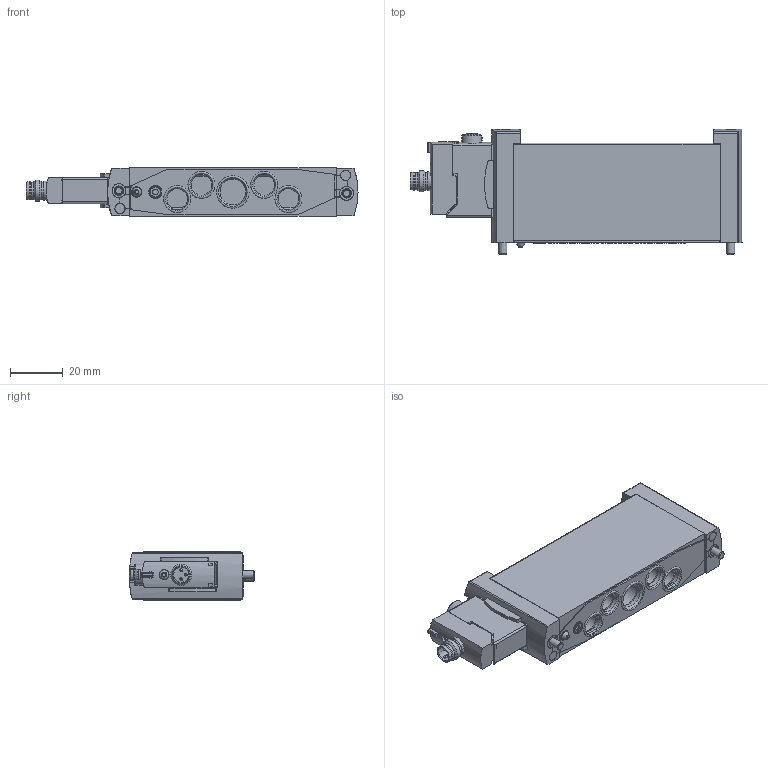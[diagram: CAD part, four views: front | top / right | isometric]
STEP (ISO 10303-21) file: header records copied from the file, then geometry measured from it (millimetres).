
FILE_DESCRIPTION(/* description */ ('STEP AP214'),/* implementation_level */ '2;1');
FILE_NAME(/* name */ '8031544_VUVG-B18-M52-MZT-F-1R8L',/* time_stamp */ '2024-09-17T13:26:22+02:00',/* author */ ('License CC BY-ND 4.0'),/* organization */ ('CADENAS'),/* preprocessor_version */ 'ST-DEVELOPER v19.3',/* originating_system */ 'PARTsolutions',/* authorisation */ ' ');
FILE_SCHEMA (('AUTOMOTIVE_DESIGN {1 0 10303 214 3 1 1}'));
Length unit declared in the file: millimetre
Products named in the file (6): 8031544 VUVG-B18-M52-MZT-F-1R8L; 564212 VUVG-B-18-M52-MZT-F--1R8--L-----(G); 1457450 M3X45-10.9; 574480 VABD-L1-18B-S-G14---(DR); 573919 VAVE-L1-1VR8-LP; 1374186 MSAG
Assembly tree (6 placements, depth 2):
  8031544 VUVG-B18-M52-MZT-F-1R8L
    564212 VUVG-B-18-M52-MZT-F--1R8--L-----(G)
    1457450 M3X45-10.9  x2
    574480 VABD-L1-18B-S-G14---(DR)
    573919 VAVE-L1-1VR8-LP
    1374186 MSAG
Bounding box: 125.95 x 47.6 x 18.3 mm (x, y, z)
Volume: 68481.7 mm3; surface area: 23260.5 mm2
Topology: 6 solids, 6 shells, 789 faces, 2079 edges, 1349 vertices
Faces by surface type: plane 477, cylinder 217, cone 45, torus 44, sphere 6
Full cylindrical faces by diameter (mm): 1 x3, 1.6 x2, 1.8 x1, 2.2 x2, 2.6 x2, 2.9 x1, 3 x2, 3.4 x2, 3.5 x2, 3.6 x5, 3.8 x4, 3.9 x1, 4.2 x1, 4.75 x2, 5.8 x1, 6.5 x2, 6.9 x1, 7.2 x1, 7.8 x4, 7.9 x4, 8 x1, 8.1 x1, 9.7 x1, 10 x1, 10.1 x4, 10.2 x4, 12.2 x1, 12.3 x1
Entity records: 24742 total; most frequent: CARTESIAN_POINT 4364, DIRECTION 3888, ORIENTED_EDGE 3746, EDGE_CURVE 1873, AXIS2_PLACEMENT_3D 1366, VERTEX_POINT 1280, LINE 1156, VECTOR 1156
